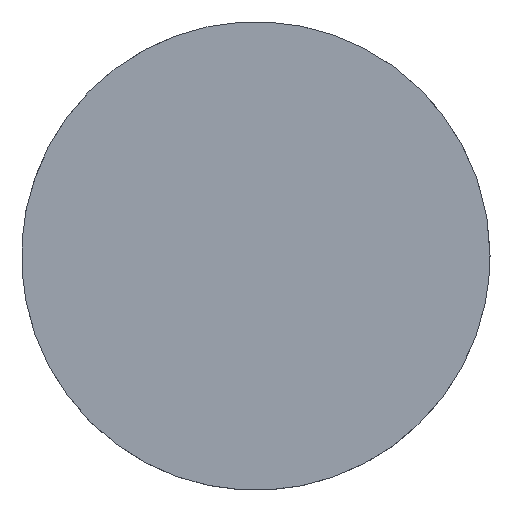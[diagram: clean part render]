
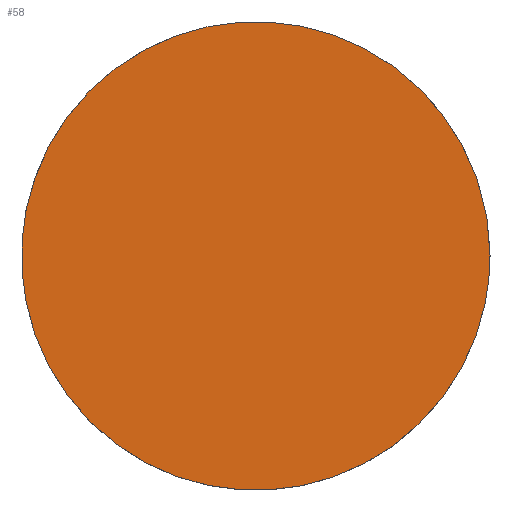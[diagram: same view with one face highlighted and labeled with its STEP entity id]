
A CAD part, top view. The second image highlights one B-rep face of the part: STEP entity #58.
In plain terms, the highlighted planar face has unit normal (0, 0, 1).
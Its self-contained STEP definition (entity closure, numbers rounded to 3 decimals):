
#58=ADVANCED_FACE('',(#75),#230,.T.);
#75=FACE_OUTER_BOUND('',#92,.T.);
#92=EDGE_LOOP('',(#115));
#115=ORIENTED_EDGE('',*,*,#164,.T.);
#164=EDGE_CURVE('',#212,#212,#191,.T.);
#191=(
BOUNDED_CURVE()
B_SPLINE_CURVE(2,(#342,#343,#344,#345,#346,#347,#348,#349,#350),
 .UNSPECIFIED.,.T.,.F.)
B_SPLINE_CURVE_WITH_KNOTS((3,2,2,2,3),(0.,3.534,7.069,
10.603,14.137),.UNSPECIFIED.)
CURVE()
GEOMETRIC_REPRESENTATION_ITEM()
RATIONAL_B_SPLINE_CURVE((1.,0.707,1.,0.707,1.,0.707,
1.,0.707,1.))
REPRESENTATION_ITEM('')
);
#212=VERTEX_POINT('',#339);
#230=PLANE('',#267);
#267=AXIS2_PLACEMENT_3D('',#310,#279,$);
#279=DIRECTION('',(0.,0.,1.));
#310=CARTESIAN_POINT('',(-71.438,-71.438,784.525));
#339=CARTESIAN_POINT('',(57.15,0.,784.525));
#342=CARTESIAN_POINT('',(57.15,0.,784.525));
#343=CARTESIAN_POINT('',(57.15,57.15,784.525));
#344=CARTESIAN_POINT('',(0.,57.15,784.525));
#345=CARTESIAN_POINT('',(-57.15,57.15,784.525));
#346=CARTESIAN_POINT('',(-57.15,0.,784.525));
#347=CARTESIAN_POINT('',(-57.15,-57.15,784.525));
#348=CARTESIAN_POINT('',(0.,-57.15,784.525));
#349=CARTESIAN_POINT('',(57.15,-57.15,784.525));
#350=CARTESIAN_POINT('',(57.15,0.,784.525));
